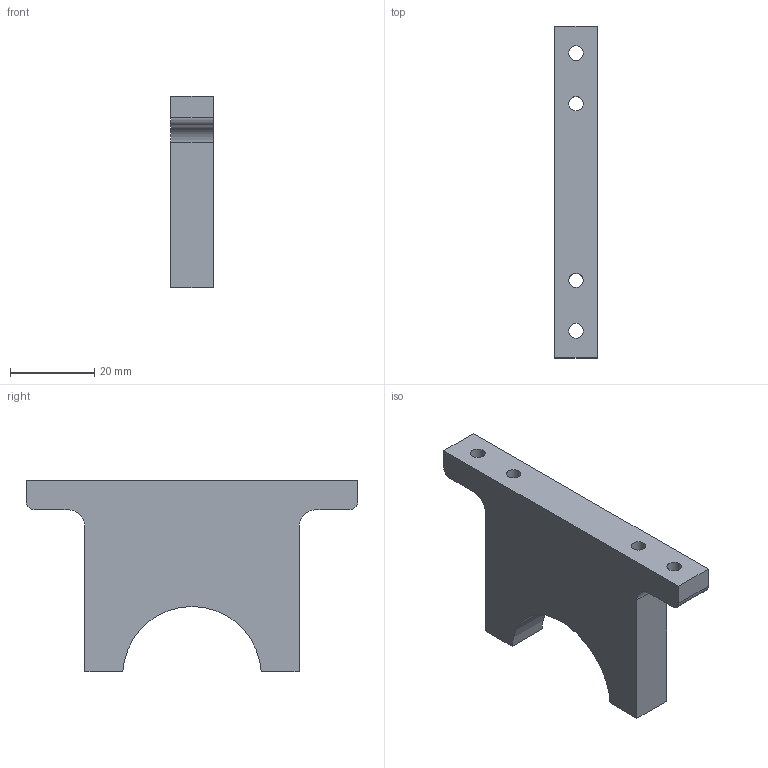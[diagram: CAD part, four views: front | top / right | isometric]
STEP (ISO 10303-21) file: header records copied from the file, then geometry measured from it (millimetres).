
FILE_DESCRIPTION(('FreeCAD Model'),'2;1');
FILE_NAME('Part-6-Antenne-2M-144MHz.step','2018-04-12T10:14:18',( 'Almisuifre'),(''),'Open CASCADE STEP processor 6.8','FreeCAD', 'Unknown');
FILE_SCHEMA(('AUTOMOTIVE_DESIGN_CC2 { 1 2 10303 214 -1 1 5 4 }'));
Length unit declared in the file: millimetre
Products named in the file (2): ASSEMBLY; Chamfer
Assembly tree (1 placements, depth 2):
  ASSEMBLY
    Chamfer
Bounding box: 10 x 78.94 x 45.5 mm (x, y, z)
Volume: 17681.4 mm3; surface area: 8355.1 mm2
Topology: 1 solids, 1 shells, 92 faces, 244 edges, 154 vertices
Faces by surface type: plane 47, cylinder 31, torus 12, cone 2
Full cylindrical faces by diameter (mm): 3.4 x4, 3.5 x2
Entity records: 6135 total; most frequent: CARTESIAN_POINT 1248, DIRECTION 916, LINE 546, VECTOR 546, ORIENTED_EDGE 488, PCURVE 488, DEFINITIONAL_REPRESENTATION 488, EDGE_CURVE 244
